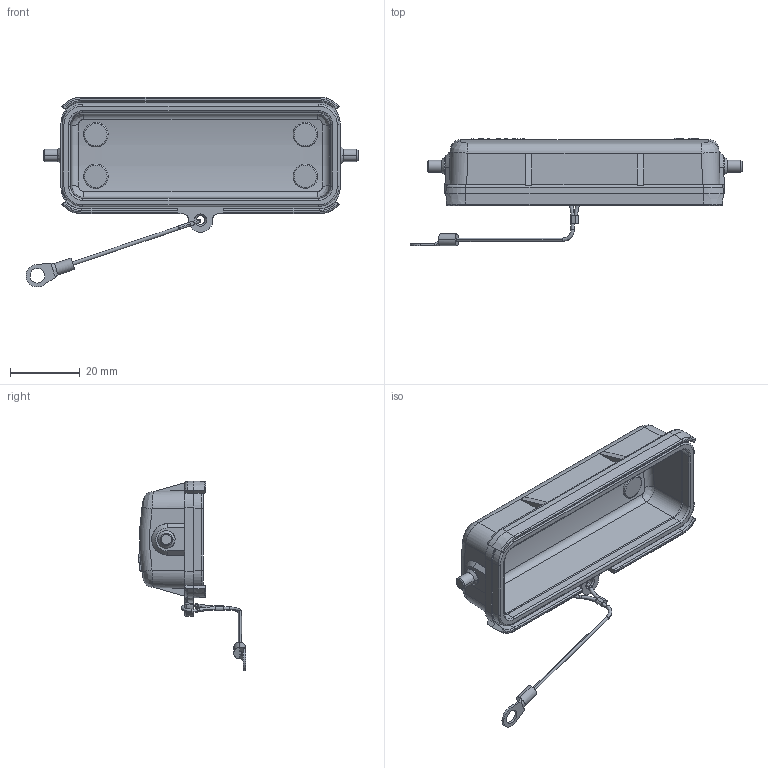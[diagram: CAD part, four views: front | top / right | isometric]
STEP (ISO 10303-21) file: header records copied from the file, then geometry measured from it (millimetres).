
FILE_DESCRIPTION((''),'2;1');
FILE_NAME('H16A-MCV-2B_2S','2024-01-27T',('11539'),(''),'PRO/ENGINEER BY PARAMETRIC TECHNOLOGY CORPORATION, 2012480','PRO/ENGINEER BY PARAMETRIC TECHNOLOGY CORPORATION, 2012480','');
FILE_SCHEMA(('CONFIG_CONTROL_DESIGN'));
Length unit declared in the file: millimetre
Products named in the file (1): H16A-MCV-2B_2S
Bounding box: 95.11 x 30.78 x 54.43 mm (x, y, z)
Volume: 12049.4 mm3; surface area: 14406.6 mm2
Topology: 1 solids, 1 shells, 381 faces, 956 edges, 598 vertices
Faces by surface type: plane 155, cylinder 108, bspline 46, cone 36, torus 35, sphere 1
Entity records: 14199 total; most frequent: CARTESIAN_POINT 5431, ORIENTED_EDGE 1912, DIRECTION 1690, EDGE_CURVE 956, AXIS2_PLACEMENT_3D 628, VERTEX_POINT 598, VECTOR 434, LINE 434
